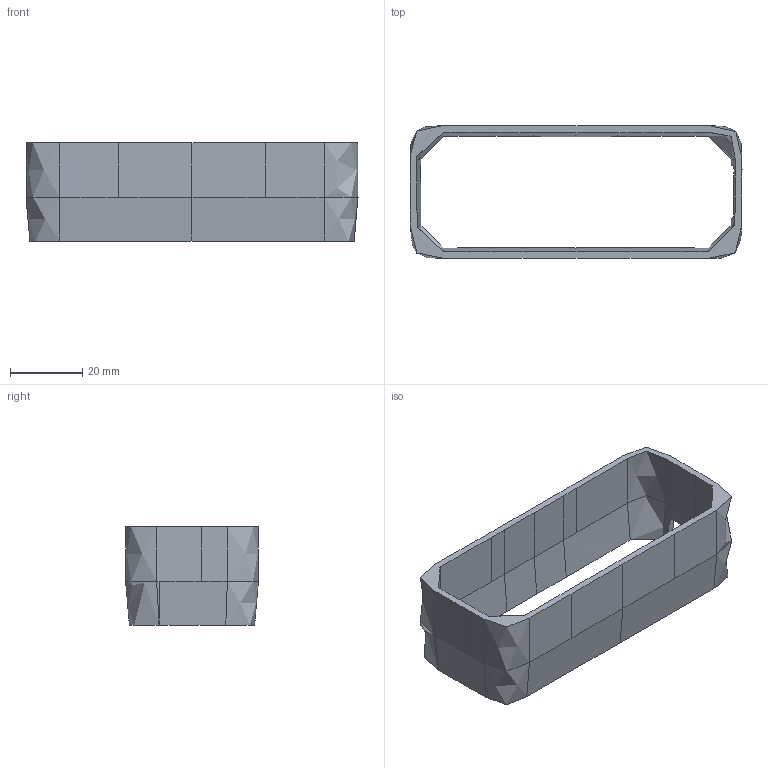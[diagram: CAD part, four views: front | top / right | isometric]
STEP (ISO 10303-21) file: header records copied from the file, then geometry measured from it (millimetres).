
FILE_DESCRIPTION(('STEP AP214'),'1');
FILE_NAME('frunk-insert.stp','2020-04-08T10:27:58',(' '),(' '),'Spatial InterOp 3D',' ',' ');
FILE_SCHEMA(('AUTOMOTIVE_DESIGN { 1 0 10303 214 1 1 1 1 }'));
Length unit declared in the file: metre
Products named in the file (1): Surface
Bounding box: 91.6 x 36.66 x 27.12 mm (x, y, z)
Volume: 11778.9 mm3; surface area: 13595.9 mm2
Topology: 1 solids, 1 shells, 81 faces, 196 edges, 116 vertices
Faces by surface type: bspline 43, cylinder 14, extrusion 12, offset 8, plane 4
Entity records: 6284 total; most frequent: CARTESIAN_POINT 3990, ORIENTED_EDGE 392, DIRECTION 235, EDGE_CURVE 196, VERTEX_POINT 116, VECTOR 85, STYLED_ITEM 82, PRESENTATION_STYLE_ASSIGNMENT 82
